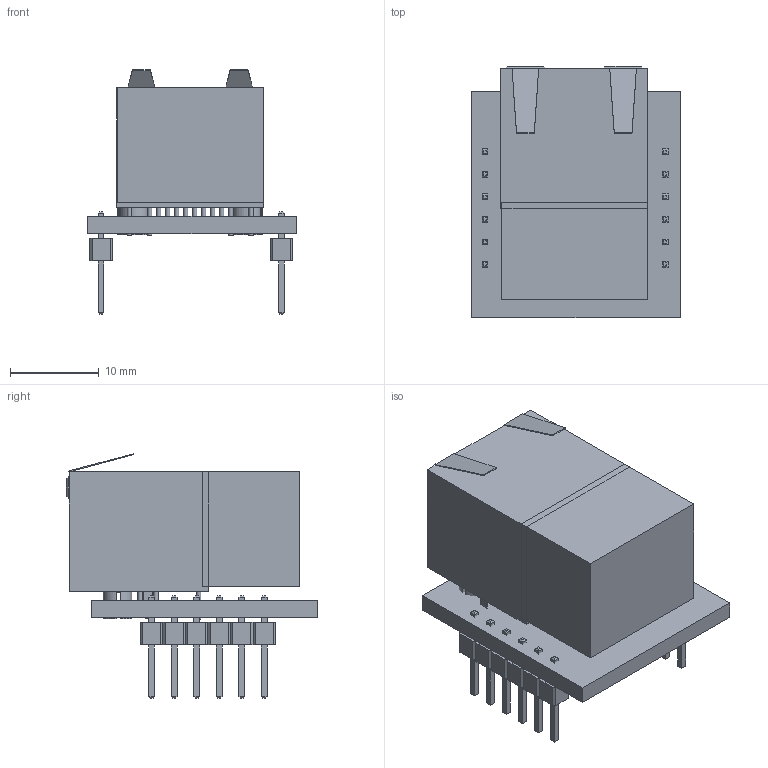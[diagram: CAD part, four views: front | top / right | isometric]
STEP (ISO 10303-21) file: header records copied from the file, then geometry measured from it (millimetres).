
FILE_DESCRIPTION(('FreeCAD Model'),'2;1');
FILE_NAME('USR-ES1.step','2020-06-10T21:44:09',('Author'),(''), 'Open CASCADE STEP processor 7.3','FreeCAD','Unknown');
FILE_SCHEMA(('AUTOMOTIVE_DESIGN { 1 0 10303 214 1 1 1 1 }'));
Length unit declared in the file: millimetre
Products named in the file (5): Platine; RJ45; Würfel; PinHeader_1x06_P254mm_Vertical; PinHeader_1x06_P254mm_Vertical001
Bounding box: 23.5 x 28.3 x 27.54 mm (x, y, z)
Volume: 6240.6 mm3; surface area: 5438.8 mm2
Topology: 7 solids, 7 shells, 471 faces, 1986 edges, 4036 vertices
Faces by surface type: plane 457, cylinder 14
Full cylindrical faces by diameter (mm): 0.5 x12, 3.25 x2
Entity records: 38226 total; most frequent: CARTESIAN_POINT 9062, DIRECTION 5302, LINE 4142, VECTOR 4142, ORIENTED_EDGE 2300, PCURVE 2300, DEFINITIONAL_REPRESENTATION 2300, EDGE_CURVE 1150
